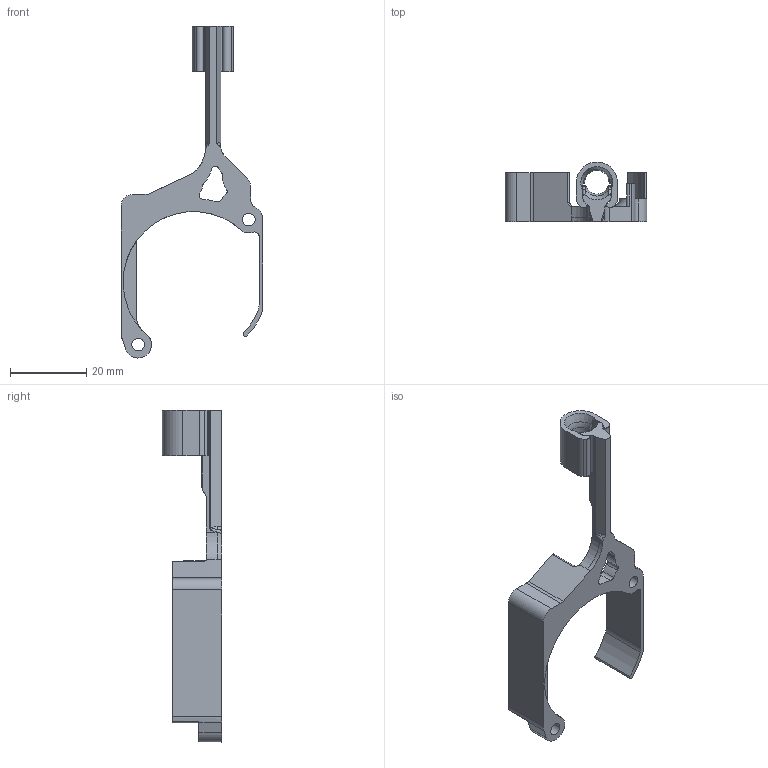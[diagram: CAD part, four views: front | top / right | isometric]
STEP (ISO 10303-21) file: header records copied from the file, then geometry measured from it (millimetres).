
FILE_DESCRIPTION(/* description */ (''),/* implementation_level */ '2;1');
FILE_NAME(/* name */ 'SO3 Toolboard Bracket.step',/* time_stamp */ '2024-07-04T19:18:45+03:00',/* author */ (''),/* organization */ (''),/* preprocessor_version */ 'ST-DEVELOPER v20',/* originating_system */ 'Autodesk Translation Framework v13.14.0.145',/* authorisation */ '');
FILE_SCHEMA (('AUTOMOTIVE_DESIGN { 1 0 10303 214 3 1 1 }'));
Length unit declared in the file: millimetre
Products named in the file (3): SO3 Toolboard Bracket; SO3_WireLock; SO3_WireRestrain
Assembly tree (2 placements, depth 2):
  SO3 Toolboard Bracket
    SO3_WireLock
    SO3_WireRestrain
Bounding box: 37.21 x 15.58 x 87.1 mm (x, y, z)
Volume: 4462.6 mm3; surface area: 5369.1 mm2
Topology: 2 solids, 2 shells, 178 faces, 497 edges, 320 vertices
Faces by surface type: cylinder 83, plane 59, bspline 21, torus 11, cone 4
Full cylindrical faces by diameter (mm): 3.3 x2
Entity records: 6817 total; most frequent: CARTESIAN_POINT 2198, ORIENTED_EDGE 988, DIRECTION 938, EDGE_CURVE 494, AXIS2_PLACEMENT_3D 357, VERTEX_POINT 320, LINE 224, VECTOR 224
